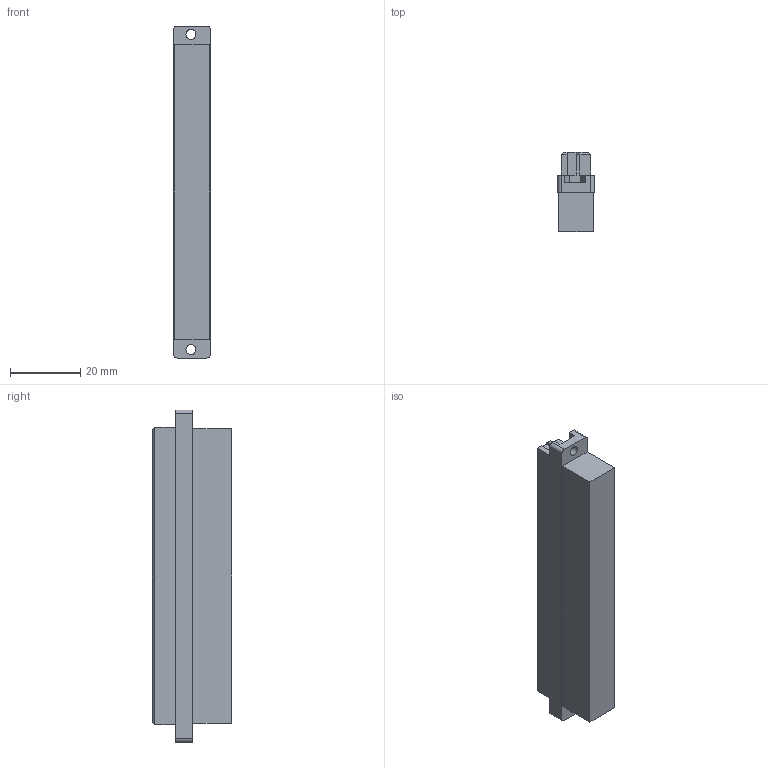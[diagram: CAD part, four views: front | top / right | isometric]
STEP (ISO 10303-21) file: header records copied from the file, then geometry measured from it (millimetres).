
FILE_DESCRIPTION(('STEP AP242'),'1');
FILE_NAME('09030963214.stp','2021-02-18T21:23:32',('TraceParts'),('TraceParts S.A.'),'Spatial InterOp 3D',' ',' ');
FILE_SCHEMA(('AP242_MANAGED_MODEL_BASED_3D_ENGINEERING_MIM_LF {1 0 10303 442 1 1 4}'));
Length unit declared in the file: millimetre
Products named in the file (1): 09030963214
Bounding box: 10.45 x 22.6 x 94.8 mm (x, y, z)
Volume: 18598.8 mm3; surface area: 6346.3 mm2
Topology: 1 solids, 1 shells, 87 faces, 226 edges, 148 vertices
Faces by surface type: bspline 87
Entity records: 2460 total; most frequent: CARTESIAN_POINT 1029, ORIENTED_EDGE 452, EDGE_CURVE 226, B_SPLINE_CURVE_WITH_KNOTS 208, VERTEX_POINT 148, EDGE_LOOP 98, ADVANCED_FACE 87, FACE_OUTER_BOUND 87
